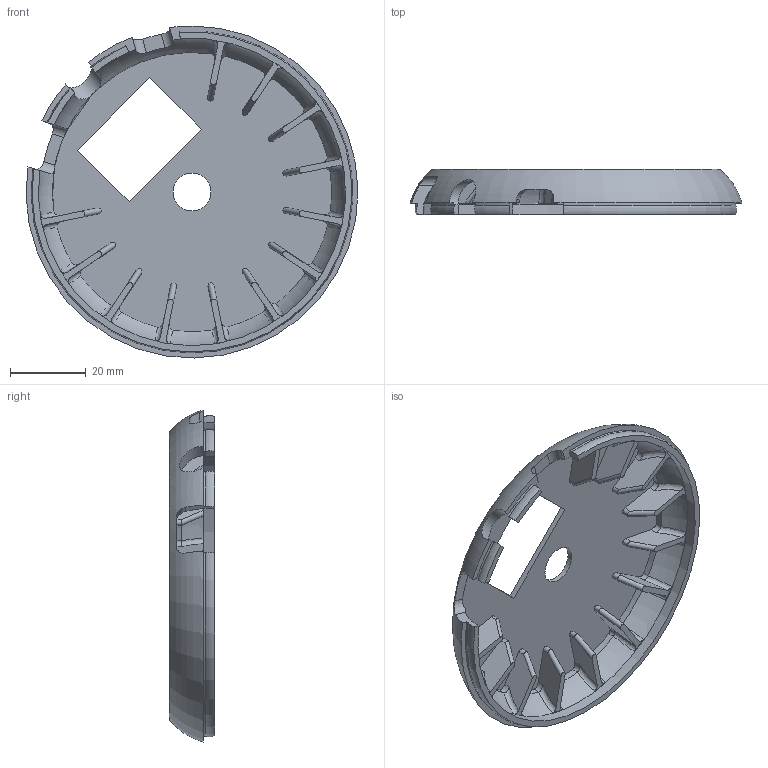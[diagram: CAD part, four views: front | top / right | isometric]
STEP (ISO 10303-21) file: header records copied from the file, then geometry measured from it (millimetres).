
FILE_DESCRIPTION(/* description */ (''),/* implementation_level */ '2;1');
FILE_NAME(/* name */ 'CaseUpper_LCD.step',/* time_stamp */ '2022-01-23T19:00:56+01:00',/* author */ (''),/* organization */ (''),/* preprocessor_version */ 'ST-DEVELOPER v18.1',/* originating_system */ 'Autodesk Translation Framework v10.13.0.1454',/* authorisation */ '');
FILE_SCHEMA (('AUTOMOTIVE_DESIGN { 1 0 10303 214 3 1 1 }'));
Length unit declared in the file: millimetre
Products named in the file (1): CaseUpper
Bounding box: 87.64 x 11.94 x 87.64 mm (x, y, z)
Volume: 15083.6 mm3; surface area: 16763.6 mm2
Topology: 1 solids, 1 shells, 259 faces, 717 edges, 470 vertices
Faces by surface type: bspline 125, plane 60, cylinder 33, cone 25, torus 16
Full cylindrical faces by diameter (mm): 10 x1
Entity records: 13305 total; most frequent: CARTESIAN_POINT 7412, ORIENTED_EDGE 1434, DIRECTION 895, EDGE_CURVE 717, VERTEX_POINT 470, AXIS2_PLACEMENT_3D 307, LINE 281, VECTOR 281
